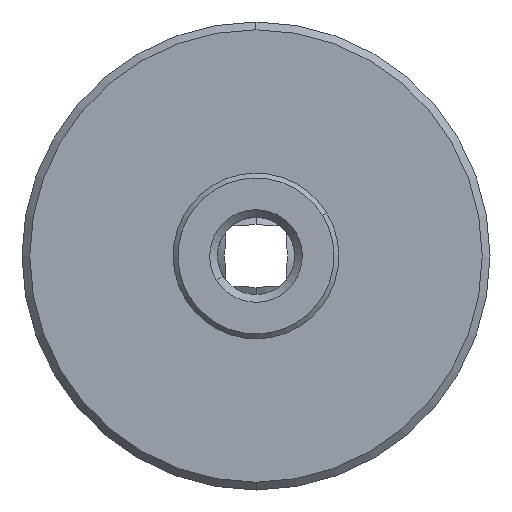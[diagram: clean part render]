
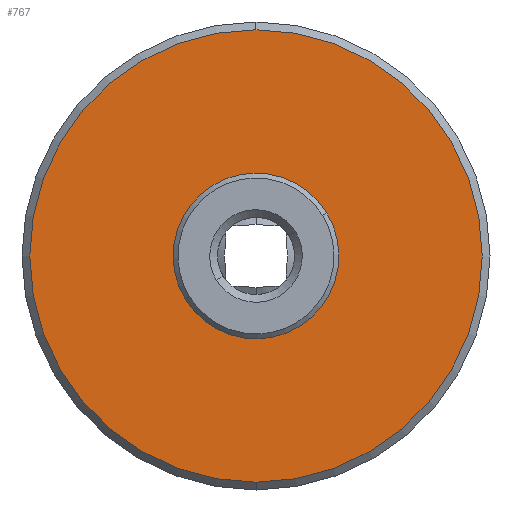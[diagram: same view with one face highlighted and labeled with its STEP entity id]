
A CAD part, left-side view. The second image highlights one B-rep face of the part: STEP entity #767.
In plain terms, the highlighted planar face has unit normal (-1, 0, 0).
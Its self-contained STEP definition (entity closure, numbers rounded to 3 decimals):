
#139 = CIRCLE ( 'NONE', #1502, 23.2 ) ;
#141 = CIRCLE ( 'NONE', #1507, 7.5 ) ;
#315 = FACE_OUTER_BOUND ( 'NONE', #916, .T. ) ;
#326 = FACE_BOUND ( 'NONE', #1370, .T. ) ;
#501 = DIRECTION ( 'NONE',  ( 0., 0., 1. ) ) ;
#522 = ORIENTED_EDGE ( 'NONE', *, *, #1838, .T. ) ;
#526 = DIRECTION ( 'NONE',  ( -1., 0., 0. ) ) ;
#527 = ORIENTED_EDGE ( 'NONE', *, *, #2268, .T. ) ;
#539 = CARTESIAN_POINT ( 'NONE',  ( 0., 23.2, 0. ) ) ;
#585 = VERTEX_POINT ( 'NONE', #1558 ) ;
#611 = PLANE ( 'NONE',  #1688 ) ;
#767 = ADVANCED_FACE ( 'NONE', ( #326, #315 ), #611, .T. ) ;
#796 = ORIENTED_EDGE ( 'NONE', *, *, #2250, .F. ) ;
#803 = ORIENTED_EDGE ( 'NONE', *, *, #1842, .F. ) ;
#916 = EDGE_LOOP ( 'NONE', ( #796, #803 ) ) ;
#1090 = VERTEX_POINT ( 'NONE', #2173 ) ;
#1227 = VERTEX_POINT ( 'NONE', #2136 ) ;
#1369 = AXIS2_PLACEMENT_3D ( 'NONE', #1426, #1545, #1509 ) ;
#1370 = EDGE_LOOP ( 'NONE', ( #527, #522 ) ) ;
#1382 = AXIS2_PLACEMENT_3D ( 'NONE', #1841, #1596, #1726 ) ;
#1426 = CARTESIAN_POINT ( 'NONE',  ( 0., 0., 0. ) ) ;
#1462 = VERTEX_POINT ( 'NONE', #1995 ) ;
#1502 = AXIS2_PLACEMENT_3D ( 'NONE', #1941, #1938, #1935 ) ;
#1507 = AXIS2_PLACEMENT_3D ( 'NONE', #1950, #1948, #1946 ) ;
#1509 = DIRECTION ( 'NONE',  ( 0., 0., -1. ) ) ;
#1545 = DIRECTION ( 'NONE',  ( 1., 0., 0. ) ) ;
#1558 = CARTESIAN_POINT ( 'NONE',  ( 0., 0., 23.2 ) ) ;
#1596 = DIRECTION ( 'NONE',  ( 1., 0., 0. ) ) ;
#1688 = AXIS2_PLACEMENT_3D ( 'NONE', #539, #526, #501 ) ;
#1726 = DIRECTION ( 'NONE',  ( 0., 0., -1. ) ) ;
#1838 = EDGE_CURVE ( 'NONE', #1227, #1462, #141, .T. ) ;
#1841 = CARTESIAN_POINT ( 'NONE',  ( 0., 0., 0. ) ) ;
#1842 = EDGE_CURVE ( 'NONE', #585, #1090, #139, .T. ) ;
#1935 = DIRECTION ( 'NONE',  ( 0., 0., -1. ) ) ;
#1938 = DIRECTION ( 'NONE',  ( 1., 0., 0. ) ) ;
#1941 = CARTESIAN_POINT ( 'NONE',  ( 0., 0., 0. ) ) ;
#1946 = DIRECTION ( 'NONE',  ( 0., 0., -1. ) ) ;
#1948 = DIRECTION ( 'NONE',  ( 1., 0., 0. ) ) ;
#1950 = CARTESIAN_POINT ( 'NONE',  ( 0., 0., 0. ) ) ;
#1995 = CARTESIAN_POINT ( 'NONE',  ( 0., 0., -7.5 ) ) ;
#2136 = CARTESIAN_POINT ( 'NONE',  ( 0., 0., 7.5 ) ) ;
#2173 = CARTESIAN_POINT ( 'NONE',  ( 0., 0., -23.2 ) ) ;
#2250 = EDGE_CURVE ( 'NONE', #1090, #585, #2320, .T. ) ;
#2268 = EDGE_CURVE ( 'NONE', #1462, #1227, #2306, .T. ) ;
#2306 = CIRCLE ( 'NONE', #1369, 7.5 ) ;
#2320 = CIRCLE ( 'NONE', #1382, 23.2 ) ;
